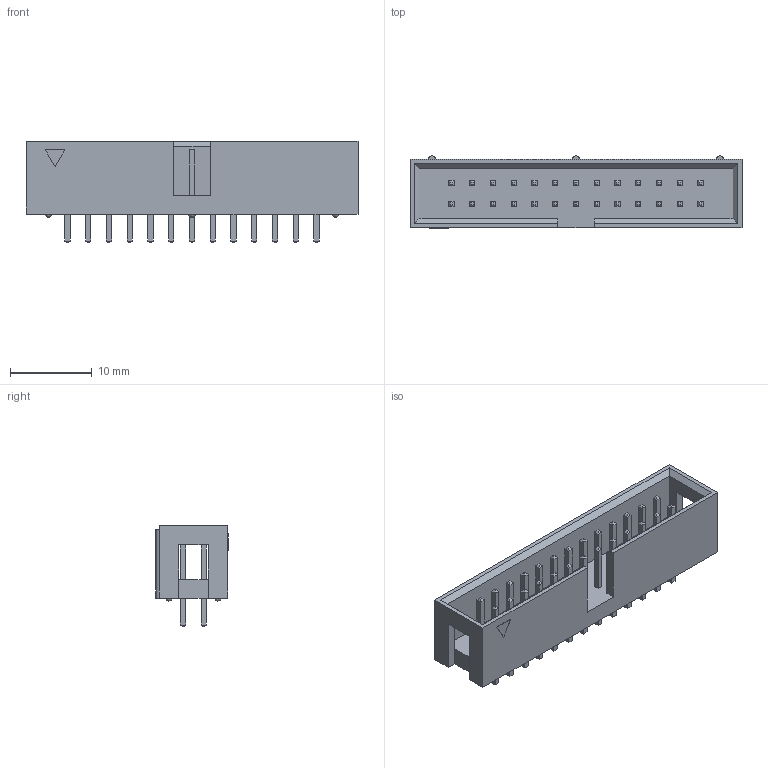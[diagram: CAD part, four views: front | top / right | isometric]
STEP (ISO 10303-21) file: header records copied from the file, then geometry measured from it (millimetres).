
FILE_DESCRIPTION (( 'STEP AP214' ), '1' );
FILE_NAME ('User Library-IDC Socket Male 26pin Straight THT Goldplated 2.54mm.STEP', '2018-03-11T12:32:33', ( '' ), ( '' ), 'SwSTEP 2.0', 'SolidWorks 2018', '' );
FILE_SCHEMA (( 'AUTOMOTIVE_DESIGN' ));
Length unit declared in the file: millimetre
Products named in the file (1): User Library-IDC Socket Male 26pin Straight THT Goldplated 2.54mm
Bounding box: 40.62 x 8.85 x 12.4 mm (x, y, z)
Surface area: 2669.3 mm2 (no closed solid volume)
Topology: 0 solids, 11 shells, 525 faces, 1232 edges, 756 vertices
Faces by surface type: plane 514, bspline 6, cylinder 5
Entity records: 20210 total; most frequent: CARTESIAN_POINT 2592, ORIENTED_EDGE 2376, DIRECTION 2282, EDGE_CURVE 1220, VECTOR 1198, LINE 1198, VERTEX_POINT 756, EDGE_LOOP 584
